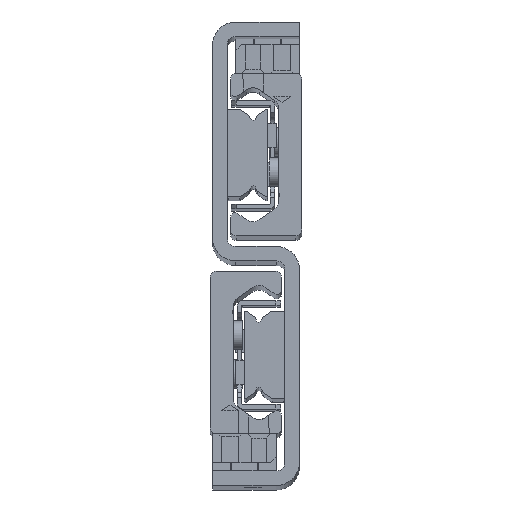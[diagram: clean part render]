
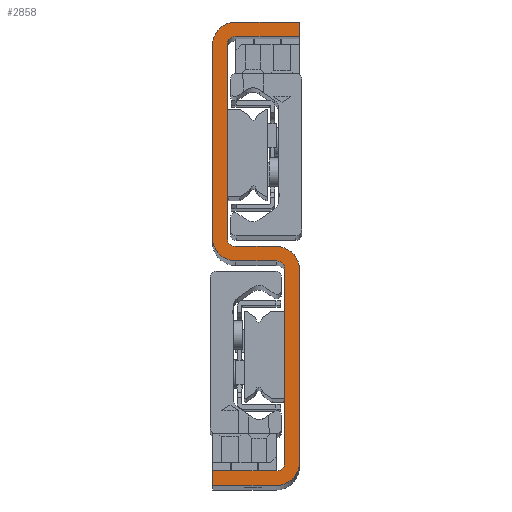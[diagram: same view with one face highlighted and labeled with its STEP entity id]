
A CAD part, top view. The second image highlights one B-rep face of the part: STEP entity #2858.
In plain terms, the highlighted planar face has unit normal (0, 0, 1).
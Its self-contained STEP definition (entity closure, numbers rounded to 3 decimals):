
#1992=CARTESIAN_POINT('',(15.0,80.0,450.0));
#1993=VERTEX_POINT('',#1992);
#1994=CARTESIAN_POINT('',(15.0,77.5,450.0));
#1995=VERTEX_POINT('',#1994);
#1996=CARTESIAN_POINT('',(15.0,80.0,450.0));
#1997=DIRECTION('',(0.0,-1.0,0.0));
#1998=VECTOR('',#1997,2.5);
#1999=LINE('',#1996,#1998);
#2000=EDGE_CURVE('',#1993,#1995,#1999,.T.);
#2032=CARTESIAN_POINT('',(4.,77.5,450.0));
#2033=VERTEX_POINT('',#2032);
#2034=CARTESIAN_POINT('',(15.0,77.5,450.0));
#2035=DIRECTION('',(-1.0,0.0,0.0));
#2036=VECTOR('',#2035,11.);
#2037=LINE('',#2034,#2036);
#2038=EDGE_CURVE('',#1995,#2033,#2037,.T.);
#2090=CARTESIAN_POINT('',(2.5,76.0,450.0));
#2091=VERTEX_POINT('',#2090);
#2092=CARTESIAN_POINT('',(4.,76.0,450.0));
#2093=DIRECTION('',(0.0,0.0,1.0));
#2094=DIRECTION('',(0.0,-1.0,0.0));
#2095=AXIS2_PLACEMENT_3D('',#2092,#2093,#2094);
#2096=CIRCLE('',#2095,1.5);
#2097=EDGE_CURVE('',#2033,#2091,#2096,.T.);
#2123=CARTESIAN_POINT('',(2.5,42.75,450.0));
#2124=VERTEX_POINT('',#2123);
#2125=CARTESIAN_POINT('',(2.5,76.0,450.0));
#2126=DIRECTION('',(0.0,-1.0,0.0));
#2127=VECTOR('',#2126,33.25);
#2128=LINE('',#2125,#2127);
#2129=EDGE_CURVE('',#2091,#2124,#2128,.T.);
#2172=CARTESIAN_POINT('',(4.,41.25,450.0));
#2173=VERTEX_POINT('',#2172);
#2174=CARTESIAN_POINT('',(4.,42.75,450.0));
#2175=DIRECTION('',(0.0,0.0,1.0));
#2176=DIRECTION('',(1.0,0.0,0.0));
#2177=AXIS2_PLACEMENT_3D('',#2174,#2175,#2176);
#2178=CIRCLE('',#2177,1.5);
#2179=EDGE_CURVE('',#2124,#2173,#2178,.T.);
#2205=CARTESIAN_POINT('',(11.,41.25,450.0));
#2206=VERTEX_POINT('',#2205);
#2207=CARTESIAN_POINT('',(4.,41.25,450.0));
#2208=DIRECTION('',(1.0,0.0,0.0));
#2209=VECTOR('',#2208,7.);
#2210=LINE('',#2207,#2209);
#2211=EDGE_CURVE('',#2173,#2206,#2210,.T.);
#2236=CARTESIAN_POINT('',(15.,37.25,450.0));
#2237=VERTEX_POINT('',#2236);
#2238=CARTESIAN_POINT('',(11.,37.25,450.0));
#2239=DIRECTION('',(0.0,0.0,-1.0));
#2240=DIRECTION('',(1.0,0.0,0.0));
#2241=AXIS2_PLACEMENT_3D('',#2238,#2239,#2240);
#2242=CIRCLE('',#2241,4.0);
#2243=EDGE_CURVE('',#2206,#2237,#2242,.T.);
#2269=CARTESIAN_POINT('',(15.,4.,450.0));
#2270=VERTEX_POINT('',#2269);
#2271=CARTESIAN_POINT('',(15.,37.25,450.0));
#2272=DIRECTION('',(0.0,-1.0,0.0));
#2273=VECTOR('',#2272,33.25);
#2274=LINE('',#2271,#2273);
#2275=EDGE_CURVE('',#2237,#2270,#2274,.T.);
#2318=CARTESIAN_POINT('',(11.0,0.,450.0));
#2319=VERTEX_POINT('',#2318);
#2320=CARTESIAN_POINT('',(11.,4.,450.0));
#2321=DIRECTION('',(0.0,0.0,-1.0));
#2322=DIRECTION('',(0.,-1.,0.0));
#2323=AXIS2_PLACEMENT_3D('',#2320,#2321,#2322);
#2324=CIRCLE('',#2323,4.);
#2325=EDGE_CURVE('',#2270,#2319,#2324,.T.);
#2351=CARTESIAN_POINT('',(0.0,0.0,450.0));
#2352=VERTEX_POINT('',#2351);
#2353=CARTESIAN_POINT('',(11.0,0.,450.0));
#2354=DIRECTION('',(-1.0,0.0,0.0));
#2355=VECTOR('',#2354,11.0);
#2356=LINE('',#2353,#2355);
#2357=EDGE_CURVE('',#2319,#2352,#2356,.T.);
#2409=CARTESIAN_POINT('',(0.0,2.5,450.0));
#2410=VERTEX_POINT('',#2409);
#2411=CARTESIAN_POINT('',(0.0,0.0,450.0));
#2412=DIRECTION('',(0.0,1.0,0.0));
#2413=VECTOR('',#2412,2.5);
#2414=LINE('',#2411,#2413);
#2415=EDGE_CURVE('',#2352,#2410,#2414,.T.);
#2440=CARTESIAN_POINT('',(11.,2.5,450.0));
#2441=VERTEX_POINT('',#2440);
#2442=CARTESIAN_POINT('',(0.0,2.5,450.0));
#2443=DIRECTION('',(1.0,0.0,0.0));
#2444=VECTOR('',#2443,11.);
#2445=LINE('',#2442,#2444);
#2446=EDGE_CURVE('',#2410,#2441,#2445,.T.);
#2498=CARTESIAN_POINT('',(12.5,4.0,450.0));
#2499=VERTEX_POINT('',#2498);
#2500=CARTESIAN_POINT('',(11.,4.0,450.0));
#2501=DIRECTION('',(0.0,0.0,1.0));
#2502=DIRECTION('',(0.0,1.0,0.0));
#2503=AXIS2_PLACEMENT_3D('',#2500,#2501,#2502);
#2504=CIRCLE('',#2503,1.5);
#2505=EDGE_CURVE('',#2441,#2499,#2504,.T.);
#2531=CARTESIAN_POINT('',(12.5,37.25,450.0));
#2532=VERTEX_POINT('',#2531);
#2533=CARTESIAN_POINT('',(12.5,4.0,450.0));
#2534=DIRECTION('',(0.0,1.0,0.0));
#2535=VECTOR('',#2534,33.25);
#2536=LINE('',#2533,#2535);
#2537=EDGE_CURVE('',#2499,#2532,#2536,.T.);
#2580=CARTESIAN_POINT('',(11.,38.75,450.0));
#2581=VERTEX_POINT('',#2580);
#2582=CARTESIAN_POINT('',(11.,37.25,450.0));
#2583=DIRECTION('',(0.0,0.0,1.0));
#2584=DIRECTION('',(-1.0,0.0,0.0));
#2585=AXIS2_PLACEMENT_3D('',#2582,#2583,#2584);
#2586=CIRCLE('',#2585,1.5);
#2587=EDGE_CURVE('',#2532,#2581,#2586,.T.);
#2613=CARTESIAN_POINT('',(4.,38.75,450.0));
#2614=VERTEX_POINT('',#2613);
#2615=CARTESIAN_POINT('',(11.,38.75,450.0));
#2616=DIRECTION('',(-1.0,0.0,0.0));
#2617=VECTOR('',#2616,7.);
#2618=LINE('',#2615,#2617);
#2619=EDGE_CURVE('',#2581,#2614,#2618,.T.);
#2644=CARTESIAN_POINT('',(0.0,42.75,450.0));
#2645=VERTEX_POINT('',#2644);
#2646=CARTESIAN_POINT('',(4.,42.75,450.0));
#2647=DIRECTION('',(0.0,0.0,-1.0));
#2648=DIRECTION('',(-1.0,0.0,0.0));
#2649=AXIS2_PLACEMENT_3D('',#2646,#2647,#2648);
#2650=CIRCLE('',#2649,4.);
#2651=EDGE_CURVE('',#2614,#2645,#2650,.T.);
#2677=CARTESIAN_POINT('',(0.0,76.0,450.0));
#2678=VERTEX_POINT('',#2677);
#2679=CARTESIAN_POINT('',(0.0,42.75,450.0));
#2680=DIRECTION('',(0.0,1.0,0.0));
#2681=VECTOR('',#2680,33.25);
#2682=LINE('',#2679,#2681);
#2683=EDGE_CURVE('',#2645,#2678,#2682,.T.);
#2726=CARTESIAN_POINT('',(4.,80.0,450.0));
#2727=VERTEX_POINT('',#2726);
#2728=CARTESIAN_POINT('',(4.,76.0,450.0));
#2729=DIRECTION('',(0.0,0.0,-1.0));
#2730=DIRECTION('',(0.0,1.0,0.0));
#2731=AXIS2_PLACEMENT_3D('',#2728,#2729,#2730);
#2732=CIRCLE('',#2731,4.0);
#2733=EDGE_CURVE('',#2678,#2727,#2732,.T.);
#2759=CARTESIAN_POINT('',(4.,80.0,450.0));
#2760=DIRECTION('',(1.0,0.0,0.0));
#2761=VECTOR('',#2760,11.);
#2762=LINE('',#2759,#2761);
#2763=EDGE_CURVE('',#2727,#1993,#2762,.T.);
#2831=CARTESIAN_POINT('',(7.5,40.,450.0));
#2832=DIRECTION('',(0.0,0.0,1.0));
#2833=DIRECTION('',(1.0,0.0,0.0));
#2834=AXIS2_PLACEMENT_3D('',#2831,#2832,#2833);
#2835=PLANE('',#2834);
#2836=ORIENTED_EDGE('',*,*,#2000,.F.);
#2837=ORIENTED_EDGE('',*,*,#2763,.F.);
#2838=ORIENTED_EDGE('',*,*,#2733,.F.);
#2839=ORIENTED_EDGE('',*,*,#2683,.F.);
#2840=ORIENTED_EDGE('',*,*,#2651,.F.);
#2841=ORIENTED_EDGE('',*,*,#2619,.F.);
#2842=ORIENTED_EDGE('',*,*,#2587,.F.);
#2843=ORIENTED_EDGE('',*,*,#2537,.F.);
#2844=ORIENTED_EDGE('',*,*,#2505,.F.);
#2845=ORIENTED_EDGE('',*,*,#2446,.F.);
#2846=ORIENTED_EDGE('',*,*,#2415,.F.);
#2847=ORIENTED_EDGE('',*,*,#2357,.F.);
#2848=ORIENTED_EDGE('',*,*,#2325,.F.);
#2849=ORIENTED_EDGE('',*,*,#2275,.F.);
#2850=ORIENTED_EDGE('',*,*,#2243,.F.);
#2851=ORIENTED_EDGE('',*,*,#2211,.F.);
#2852=ORIENTED_EDGE('',*,*,#2179,.F.);
#2853=ORIENTED_EDGE('',*,*,#2129,.F.);
#2854=ORIENTED_EDGE('',*,*,#2097,.F.);
#2855=ORIENTED_EDGE('',*,*,#2038,.F.);
#2856=EDGE_LOOP('',(#2836,#2837,#2838,#2839,#2840,#2841,#2842,#2843,#2844,#2845,#2846,#2847,#2848,#2849,#2850,#2851,#2852,#2853,#2854,#2855));
#2857=FACE_OUTER_BOUND('',#2856,.T.);
#2858=ADVANCED_FACE('',(#2857),#2835,.T.);
